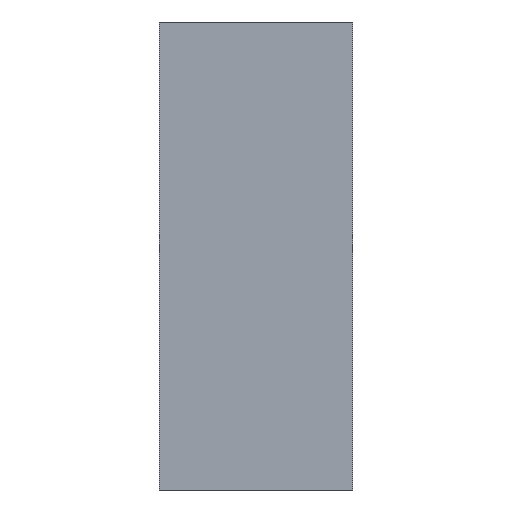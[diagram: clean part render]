
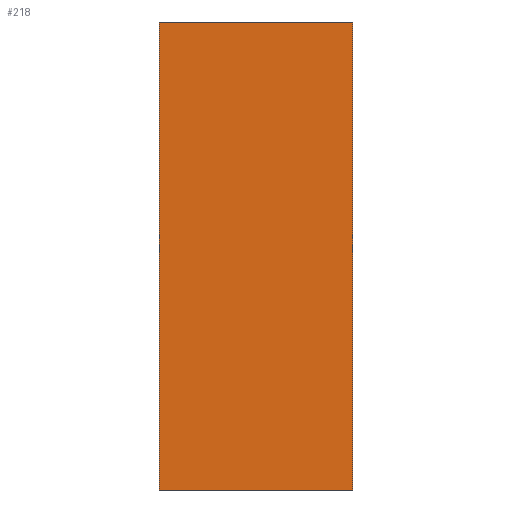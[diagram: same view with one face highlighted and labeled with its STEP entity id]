
A CAD part, front view. The second image highlights one B-rep face of the part: STEP entity #218.
In plain terms, the highlighted planar face has unit normal (0, -1, 0).
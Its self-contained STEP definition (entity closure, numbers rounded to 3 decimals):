
#3 = EDGE_LOOP ( 'NONE', ( #35, #36, #37, #34 ) ) ;
#34 = ORIENTED_EDGE ( 'NONE', *, *, #213, .F. ) ;
#35 = ORIENTED_EDGE ( 'NONE', *, *, #215, .F. ) ;
#36 = ORIENTED_EDGE ( 'NONE', *, *, #228, .F. ) ;
#37 = ORIENTED_EDGE ( 'NONE', *, *, #233, .F. ) ;
#46 = VERTEX_POINT ( 'NONE', #58 ) ;
#48 = VERTEX_POINT ( 'NONE', #60 ) ;
#53 = VERTEX_POINT ( 'NONE', #65 ) ;
#56 = VERTEX_POINT ( 'NONE', #68 ) ;
#58 = CARTESIAN_POINT ( 'NONE',  ( -28.398, 0., 59.703 ) ) ;
#60 = CARTESIAN_POINT ( 'NONE',  ( 14.133, 0., -43.06 ) ) ;
#65 = CARTESIAN_POINT ( 'NONE',  ( 14.133, 0., 59.703 ) ) ;
#68 = CARTESIAN_POINT ( 'NONE',  ( -28.398, 0., -43.06 ) ) ;
#90 = LINE ( 'NONE', #91, #273 ) ;
#91 = CARTESIAN_POINT ( 'NONE',  ( -28.398, 0., 59.703 ) ) ;
#92 = DIRECTION ( 'NONE',  ( 1., 0., 0. ) ) ;
#93 = LINE ( 'NONE', #94, #275 ) ;
#94 = CARTESIAN_POINT ( 'NONE',  ( -28.398, 0., -43.06 ) ) ;
#95 = DIRECTION ( 'NONE',  ( 0., 0., 1. ) ) ;
#99 = PLANE ( 'NONE',  #271 ) ;
#100 = CARTESIAN_POINT ( 'NONE',  ( 0., 0., 0. ) ) ;
#101 = DIRECTION ( 'NONE',  ( 0., 1., 0. ) ) ;
#102 = DIRECTION ( 'NONE',  ( 0., 0., 1. ) ) ;
#128 = LINE ( 'NONE', #129, #289 ) ;
#129 = CARTESIAN_POINT ( 'NONE',  ( -28.398, 0., -43.06 ) ) ;
#130 = DIRECTION ( 'NONE',  ( -1., 0., 0. ) ) ;
#143 = LINE ( 'NONE', #144, #258 ) ;
#144 = CARTESIAN_POINT ( 'NONE',  ( 14.133, 0., -43.06 ) ) ;
#145 = DIRECTION ( 'NONE',  ( 0., 0., -1. ) ) ;
#213 = EDGE_CURVE ( 'NONE', #46, #53, #90, .T. ) ;
#215 = EDGE_CURVE ( 'NONE', #56, #46, #93, .T. ) ;
#218 = ADVANCED_FACE ( 'NONE', ( #276 ), #99, .F. ) ;
#228 = EDGE_CURVE ( 'NONE', #48, #56, #128, .T. ) ;
#233 = EDGE_CURVE ( 'NONE', #53, #48, #143, .T. ) ;
#258 = VECTOR ( 'NONE', #145, 1000. ) ;
#271 = AXIS2_PLACEMENT_3D ( 'NONE', #100, #101, #102 ) ;
#273 = VECTOR ( 'NONE', #92, 1000. ) ;
#275 = VECTOR ( 'NONE', #95, 1000. ) ;
#276 = FACE_OUTER_BOUND ( 'NONE', #3, .T. ) ;
#289 = VECTOR ( 'NONE', #130, 1000. ) ;
